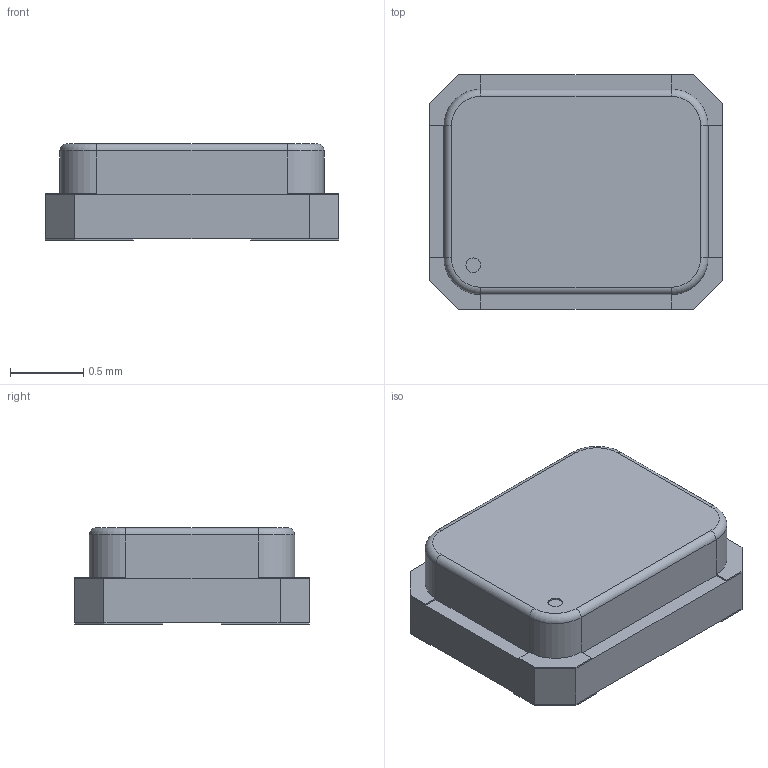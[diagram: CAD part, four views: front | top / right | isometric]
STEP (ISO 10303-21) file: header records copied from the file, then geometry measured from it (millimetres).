
FILE_DESCRIPTION(('FreeCAD Model'),'2;1');
FILE_NAME('Crystal2016-4.step', '2020-08-31T21:43:01',('Author'),(''), 'Open CASCADE STEP processor 7.3','FreeCAD','Unknown');
FILE_SCHEMA(('AUTOMOTIVE_DESIGN { 1 0 10303 214 1 1 1 1 }'));
Length unit declared in the file: millimetre
Products named in the file (1): Pad003
Bounding box: 2 x 1.6 x 0.66 mm (x, y, z)
Volume: 1.8 mm3; surface area: 10.3 mm2
Topology: 1 solids, 1 shells, 96 faces, 231 edges, 138 vertices
Faces by surface type: plane 83, cylinder 9, torus 4
Full cylindrical faces by diameter (mm): 0.1 x1
Entity records: 3377 total; most frequent: CARTESIAN_POINT 466, ORIENTED_EDGE 462, DIRECTION 447, EDGE_CURVE 231, LINE 209, VECTOR 209, VERTEX_POINT 138, AXIS2_PLACEMENT_3D 119
